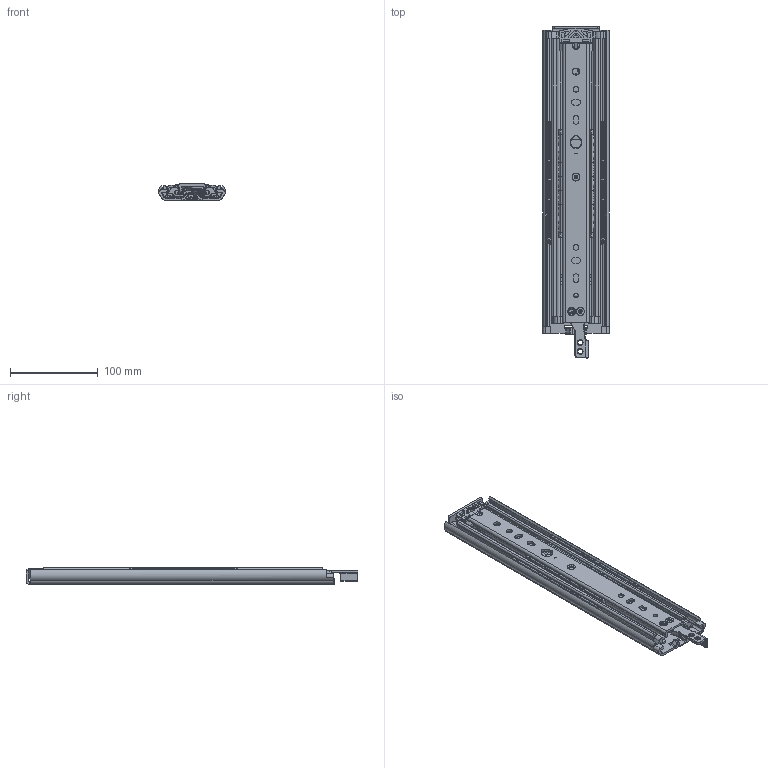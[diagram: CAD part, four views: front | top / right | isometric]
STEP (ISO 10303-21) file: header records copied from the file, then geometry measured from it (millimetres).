
FILE_DESCRIPTION(/* description */ ('TR7619 350 / 366 (19,1mm)'),/* implementation_level */ '2;1');
FILE_NAME(/* name */ '114S32.stp',/* time_stamp */ '2021-07-26T12:25:24+02:00',/* author */ ('r.groen'),/* organization */ (''),/* preprocessor_version */ 'ST-DEVELOPER v16.13',/* originating_system */ 'Autodesk Inventor 2018',/* authorisation */ '');
FILE_SCHEMA (('AUTOMOTIVE_DESIGN { 1 0 10303 214 3 1 1 }'));
Length unit declared in the file: millimetre
Products named in the file (42): 114-S32; 114-S32_1; 114-S32_2; 114-S32_3; 921955; 114-S32_4; 923532; 921714; 921732_Assy; 921732; 921706_Assy; 921706; 911073; 921708; 114-S32_5; 114-S32_6; 921751; 921750; 973008; 973007; 921739; 114-S32_7; 923030; 921705_Assy; 921705; 921707; 921713; 921731_Assy; 921731; 911078; 114-S32_8; 114-S32_9; 5921953; 922128; 921953; 913053; ISO 10642 - M4x6; 913058; 921946; 922126 ...
Assembly tree (63 placements, depth 5):
  114-S32
    114-S32_1
    114-S32_2
      114-S32_3
      921955
    114-S32_4
      923532
        921714
        921732_Assy  x4
          911073
          921732
        921706_Assy  x4
          921706
          911073
        921708  x4
    114-S32_5
      114-S32_6
      921751
      921750
      973008
        973007
        921739
    114-S32_7
      923030
        921713  x2
        921705_Assy  x4
          921705
          911078
        921707  x4
        921731_Assy  x2
          921731
          911078
    114-S32_8
      114-S32_9
      5921953
        922128
        921953
      913053
      ISO 10642 - M4x6  x2
      913058
      921946
      922126
      973009
      114-S32_10
Bounding box: 76.19 x 378 x 19.18 mm (x, y, z)
Volume: 244634 mm3; surface area: 218992.8 mm2
Topology: 65 solids, 65 shells, 5466 faces, 14970 edges, 9528 vertices
Faces by surface type: cylinder 2729, plane 2031, torus 312, bspline 224, cone 109, sphere 61
Full cylindrical faces by diameter (mm): 1.3 x3, 3 x3, 3.5 x1, 4 x3, 4.5 x1, 5.2 x3, 5.5 x2, 5.8 x1, 6.5 x1, 6.6 x6, 6.7 x1, 7 x1, 7.8 x1, 8 x3, 8.1 x10, 9.2 x12, 15 x1
Entity records: 109275 total; most frequent: CARTESIAN_POINT 29938, DIRECTION 16607, ORIENTED_EDGE 16482, EDGE_CURVE 8241, AXIS2_PLACEMENT_3D 6171, VERTEX_POINT 5223, LINE 4265, VECTOR 4265
